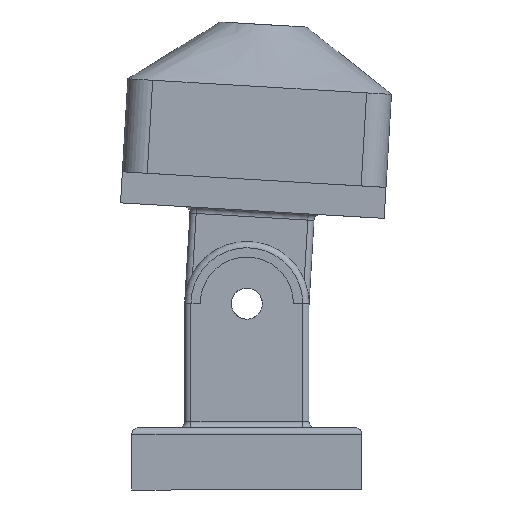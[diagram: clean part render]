
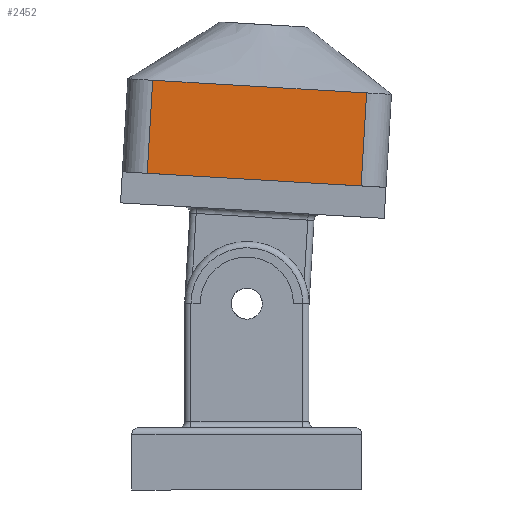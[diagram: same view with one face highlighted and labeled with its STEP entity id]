
A CAD part, left-side view. The second image highlights one B-rep face of the part: STEP entity #2452.
In plain terms, the highlighted planar face has unit normal (-1, 0, 0).
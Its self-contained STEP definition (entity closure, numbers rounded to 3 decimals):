
#411=FACE_OUTER_BOUND('',#577,.T.);
#577=EDGE_LOOP('',(#2193,#2194,#2195,#2196,#2197));
#786=LINE('',#4313,#1000);
#790=LINE('',#4328,#1004);
#792=LINE('',#4333,#1006);
#793=LINE('',#4334,#1007);
#794=LINE('',#4335,#1008);
#1000=VECTOR('',#3464,10.);
#1004=VECTOR('',#3476,10.);
#1006=VECTOR('',#3480,10.);
#1007=VECTOR('',#3481,10.);
#1008=VECTOR('',#3482,10.);
#1213=VERTEX_POINT('',#4311);
#1214=VERTEX_POINT('',#4312);
#1221=VERTEX_POINT('',#4326);
#1222=VERTEX_POINT('',#4331);
#1223=VERTEX_POINT('',#4332);
#1542=EDGE_CURVE('',#1213,#1214,#786,.T.);
#1550=EDGE_CURVE('',#1221,#1213,#790,.T.);
#1552=EDGE_CURVE('',#1222,#1223,#792,.T.);
#1553=EDGE_CURVE('',#1223,#1214,#793,.T.);
#1554=EDGE_CURVE('',#1222,#1221,#794,.T.);
#2193=ORIENTED_EDGE('',*,*,#1552,.T.);
#2194=ORIENTED_EDGE('',*,*,#1553,.T.);
#2195=ORIENTED_EDGE('',*,*,#1542,.F.);
#2196=ORIENTED_EDGE('',*,*,#1550,.F.);
#2197=ORIENTED_EDGE('',*,*,#1554,.F.);
#2312=PLANE('',#2752);
#2452=ADVANCED_FACE('',(#411),#2312,.T.);
#2752=AXIS2_PLACEMENT_3D('',#4330,#3478,#3479);
#3464=DIRECTION('',(0.,-1.,0.));
#3476=DIRECTION('',(0.,-1.,0.));
#3478=DIRECTION('center_axis',(-1.,0.,0.));
#3479=DIRECTION('ref_axis',(0.,-1.,0.));
#3480=DIRECTION('',(0.,-1.,0.));
#3481=DIRECTION('',(0.,0.,1.));
#3482=DIRECTION('',(0.,0.,1.));
#4311=CARTESIAN_POINT('',(0.,21.25,15.));
#4312=CARTESIAN_POINT('',(0.,4.,15.));
#4313=CARTESIAN_POINT('',(0.,38.5,15.));
#4326=CARTESIAN_POINT('',(0.,38.5,15.));
#4328=CARTESIAN_POINT('',(0.,38.5,15.));
#4330=CARTESIAN_POINT('Origin',(0.,38.5,0.));
#4331=CARTESIAN_POINT('',(0.,38.5,0.));
#4332=CARTESIAN_POINT('',(0.,4.,0.));
#4333=CARTESIAN_POINT('',(0.,38.5,0.));
#4334=CARTESIAN_POINT('',(0.,4.,0.));
#4335=CARTESIAN_POINT('',(0.,38.5,0.));
